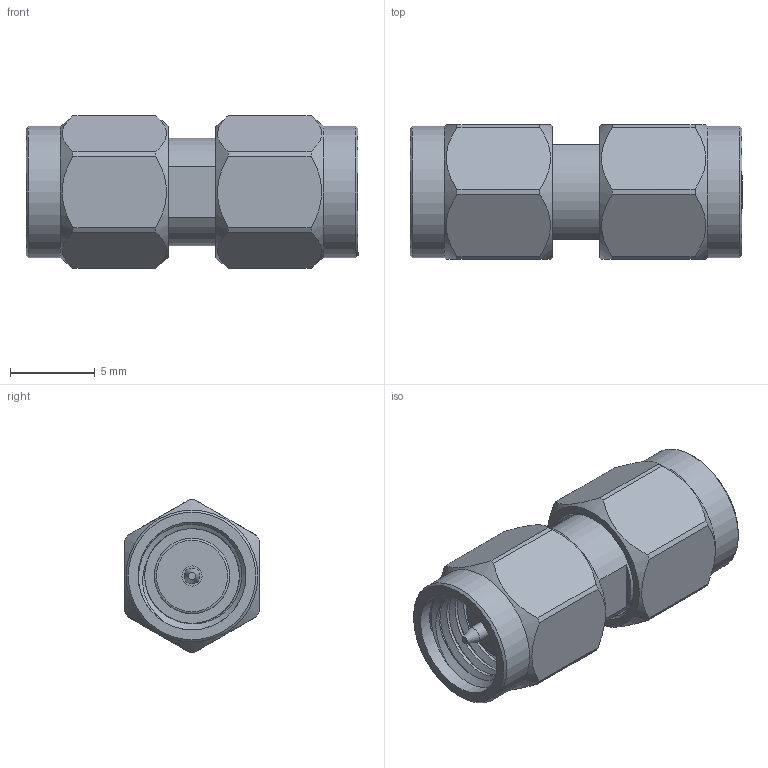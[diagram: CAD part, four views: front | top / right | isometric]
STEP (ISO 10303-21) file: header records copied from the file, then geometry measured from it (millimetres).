
FILE_DESCRIPTION (( 'STEP AP203' ), '1' );
FILE_NAME ('SM4985_3D.step', '2021-10-07T16:47:01', ( '' ), ( '' ), 'SwSTEP 2.0', 'SolidWorks 2021', '' );
FILE_SCHEMA (( 'CONFIG_CONTROL_DESIGN' ));
Length unit declared in the file: inch
Products named in the file (1): SM4985_3D
Bounding box: 19.56 x 7.94 x 8.99 mm (x, y, z)
Volume: 740.5 mm3; surface area: 1094.1 mm2
Topology: 1 solids, 1 shells, 89 faces, 240 edges, 167 vertices
Faces by surface type: cylinder 37, plane 32, cone 12, bspline 8
Full cylindrical faces by diameter (mm): 0.94 x2, 1.194 x2, 4.445 x2, 6.35 x13, 6.604 x2, 7.762 x2
Entity records: 5007 total; most frequent: CARTESIAN_POINT 3172, ORIENTED_EDGE 392, DIRECTION 300, EDGE_CURVE 196, VERTEX_POINT 160, AXIS2_PLACEMENT_3D 134, EDGE_LOOP 116, FACE_OUTER_BOUND 92
